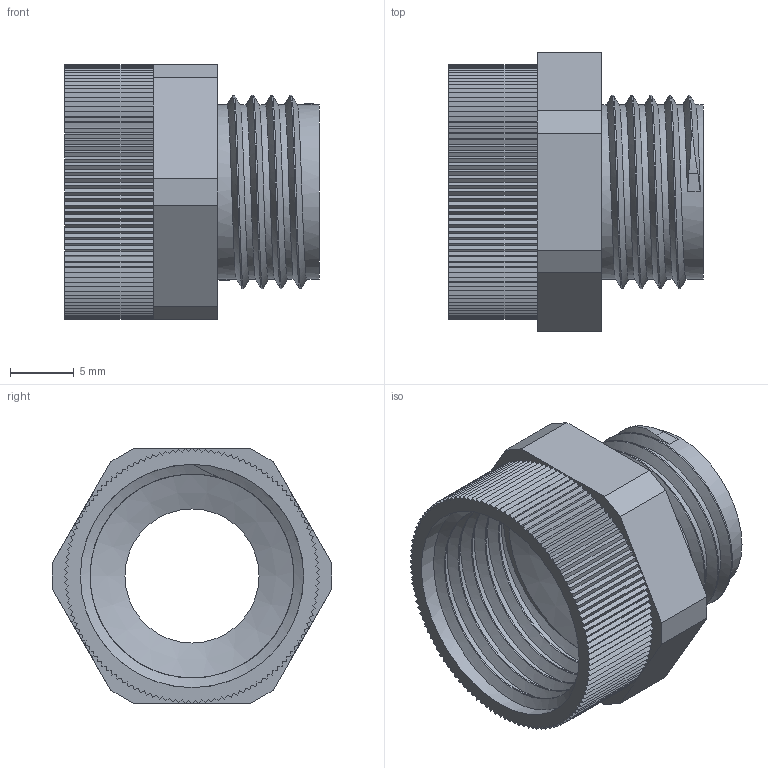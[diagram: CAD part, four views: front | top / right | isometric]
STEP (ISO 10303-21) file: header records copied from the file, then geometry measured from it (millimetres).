
FILE_DESCRIPTION(/* description */ ('Adapter Sechskant PG 9/M16x1,5'),/* implementation_level */ '2;1');
FILE_NAME(/* name */ '11070916-RST.stp',/* time_stamp */ '2021-08-11T08:33:28+02:00',/* author */ ('sl'),/* organization */ (''),/* preprocessor_version */ 'ST-DEVELOPER v16.5',/* originating_system */ 'Autodesk Inventor 2017',/* authorisation */ '');
FILE_SCHEMA (('AUTOMOTIVE_DESIGN { 1 0 10303 214 3 1 1 }'));
Length unit declared in the file: millimetre
Products named in the file (1): 11070916
Bounding box: 20 x 21.9 x 20.01 mm (x, y, z)
Volume: 2067.3 mm3; surface area: 3037.4 mm2
Topology: 1 solids, 1 shells, 294 faces, 856 edges, 565 vertices
Faces by surface type: plane 271, cylinder 18, bspline 4, cone 1
Full cylindrical faces by diameter (mm): 10.52 x1, 13.678 x5, 17.522 x5
Entity records: 11102 total; most frequent: CARTESIAN_POINT 3655, ORIENTED_EDGE 1638, DIRECTION 1367, EDGE_CURVE 819, LINE 789, VECTOR 789, VERTEX_POINT 542, EDGE_LOOP 291
